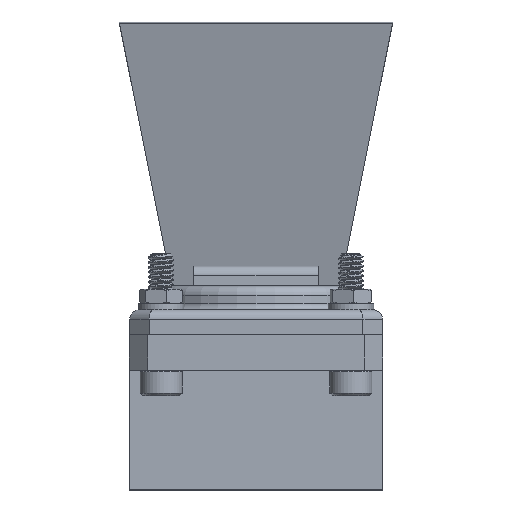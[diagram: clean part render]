
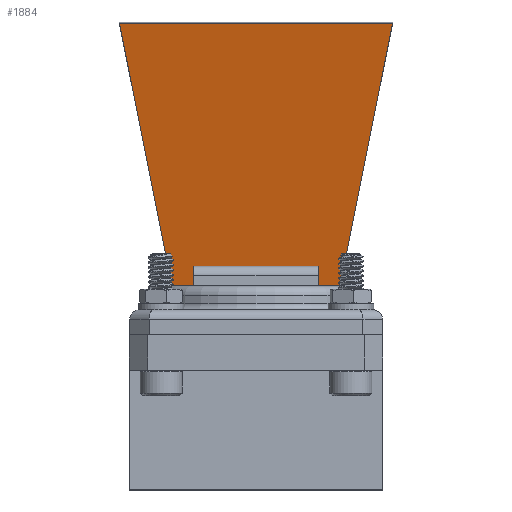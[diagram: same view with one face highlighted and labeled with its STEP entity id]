
A CAD part, front view. The second image highlights one B-rep face of the part: STEP entity #1884.
In plain terms, the highlighted face is planar.
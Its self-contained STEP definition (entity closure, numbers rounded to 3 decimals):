
#186 = EDGE_CURVE ( 'NONE', #1920, #5277, #2930, .T. ) ;
#317 = DIRECTION ( 'NONE',  ( 0.976, -0.216, 0. ) ) ;
#565 = VERTEX_POINT ( 'NONE', #2076 ) ;
#599 = CARTESIAN_POINT ( 'NONE',  ( 7.945, -6.692, 0. ) ) ;
#886 = EDGE_LOOP ( 'NONE', ( #2468, #3234, #1606, #4723, #8777, #8054, #4786, #11580 ) ) ;
#913 = CARTESIAN_POINT ( 'NONE',  ( 7.945, -6.692, 0. ) ) ;
#963 = VERTEX_POINT ( 'NONE', #5129 ) ;
#1276 = EDGE_CURVE ( 'NONE', #6885, #7177, #6593, .T. ) ;
#1606 = ORIENTED_EDGE ( 'NONE', *, *, #2970, .F. ) ;
#1884 = ADVANCED_FACE ( 'NONE', ( #3043 ), #4885, .F. ) ;
#1920 = VERTEX_POINT ( 'NONE', #7473 ) ;
#1990 = CARTESIAN_POINT ( 'NONE',  ( 11.164, -7.403, -10.16 ) ) ;
#2076 = CARTESIAN_POINT ( 'NONE',  ( 7.945, -6.692, -13.72 ) ) ;
#2145 = VECTOR ( 'NONE', #8377, 1000. ) ;
#2374 = CARTESIAN_POINT ( 'NONE',  ( 16.989, -8.69, -15.531 ) ) ;
#2468 = ORIENTED_EDGE ( 'NONE', *, *, #4331, .F. ) ;
#2722 = CARTESIAN_POINT ( 'NONE',  ( 50.835, -16.164, -22.308 ) ) ;
#2930 = LINE ( 'NONE', #8359, #4884 ) ;
#2949 = VERTEX_POINT ( 'NONE', #11437 ) ;
#2970 = EDGE_CURVE ( 'NONE', #963, #7710, #10489, .T. ) ;
#3043 = FACE_OUTER_BOUND ( 'NONE', #886, .T. ) ;
#3234 = ORIENTED_EDGE ( 'NONE', *, *, #8718, .T. ) ;
#3605 = LINE ( 'NONE', #913, #5532 ) ;
#4331 = EDGE_CURVE ( 'NONE', #565, #6885, #8826, .T. ) ;
#4467 = EDGE_CURVE ( 'NONE', #963, #2949, #10822, .T. ) ;
#4471 = DIRECTION ( 'NONE',  ( 0., 0., -1. ) ) ;
#4723 = ORIENTED_EDGE ( 'NONE', *, *, #4467, .T. ) ;
#4786 = ORIENTED_EDGE ( 'NONE', *, *, #5038, .T. ) ;
#4884 = VECTOR ( 'NONE', #317, 1000. ) ;
#4885 = PLANE ( 'NONE',  #9148 ) ;
#5038 = EDGE_CURVE ( 'NONE', #5277, #7177, #8947, .T. ) ;
#5042 = CARTESIAN_POINT ( 'NONE',  ( 50.835, -16.164, 63.007 ) ) ;
#5129 = CARTESIAN_POINT ( 'NONE',  ( 50.835, -16.164, 22.308 ) ) ;
#5277 = VERTEX_POINT ( 'NONE', #5919 ) ;
#5289 = CARTESIAN_POINT ( 'NONE',  ( 11.164, -7.403, 10.16 ) ) ;
#5532 = VECTOR ( 'NONE', #9915, 1000. ) ;
#5549 = VECTOR ( 'NONE', #4471, 1000. ) ;
#5646 = DIRECTION ( 'NONE',  ( -0.958, 0.212, -0.192 ) ) ;
#5919 = CARTESIAN_POINT ( 'NONE',  ( 11.164, -7.403, 10.16 ) ) ;
#5920 = DIRECTION ( 'NONE',  ( 0., 0., -1. ) ) ;
#6098 = VECTOR ( 'NONE', #5646, 1000. ) ;
#6312 = CARTESIAN_POINT ( 'NONE',  ( 16.989, -8.69, 15.531 ) ) ;
#6593 = LINE ( 'NONE', #7489, #2145 ) ;
#6636 = VECTOR ( 'NONE', #7750, 1000. ) ;
#6698 = DIRECTION ( 'NONE',  ( 0.216, 0.976, 0. ) ) ;
#6885 = VERTEX_POINT ( 'NONE', #9727 ) ;
#7177 = VERTEX_POINT ( 'NONE', #1990 ) ;
#7473 = CARTESIAN_POINT ( 'NONE',  ( 7.945, -6.692, 10.16 ) ) ;
#7489 = CARTESIAN_POINT ( 'NONE',  ( -1.04, -4.708, -10.16 ) ) ;
#7710 = VERTEX_POINT ( 'NONE', #2722 ) ;
#7750 = DIRECTION ( 'NONE',  ( 0., 0., 1. ) ) ;
#7849 = DIRECTION ( 'NONE',  ( 0.958, -0.212, -0.192 ) ) ;
#8054 = ORIENTED_EDGE ( 'NONE', *, *, #186, .T. ) ;
#8359 = CARTESIAN_POINT ( 'NONE',  ( -1.04, -4.708, 10.16 ) ) ;
#8377 = DIRECTION ( 'NONE',  ( 0.976, -0.216, 0. ) ) ;
#8718 = EDGE_CURVE ( 'NONE', #565, #7710, #8753, .T. ) ;
#8753 = LINE ( 'NONE', #2374, #9744 ) ;
#8777 = ORIENTED_EDGE ( 'NONE', *, *, #8898, .F. ) ;
#8826 = LINE ( 'NONE', #599, #6636 ) ;
#8898 = EDGE_CURVE ( 'NONE', #1920, #2949, #3605, .T. ) ;
#8947 = LINE ( 'NONE', #5289, #5549 ) ;
#9148 = AXIS2_PLACEMENT_3D ( 'NONE', #10093, #6698, #10149 ) ;
#9727 = CARTESIAN_POINT ( 'NONE',  ( 7.945, -6.692, -10.16 ) ) ;
#9744 = VECTOR ( 'NONE', #7849, 1000. ) ;
#9915 = DIRECTION ( 'NONE',  ( 0., 0., 1. ) ) ;
#10093 = CARTESIAN_POINT ( 'NONE',  ( 7.925, -6.688, 63.007 ) ) ;
#10149 = DIRECTION ( 'NONE',  ( -0.976, 0.216, 0. ) ) ;
#10168 = VECTOR ( 'NONE', #5920, 1000. ) ;
#10489 = LINE ( 'NONE', #5042, #10168 ) ;
#10822 = LINE ( 'NONE', #6312, #6098 ) ;
#11437 = CARTESIAN_POINT ( 'NONE',  ( 7.945, -6.692, 13.72 ) ) ;
#11580 = ORIENTED_EDGE ( 'NONE', *, *, #1276, .F. ) ;
